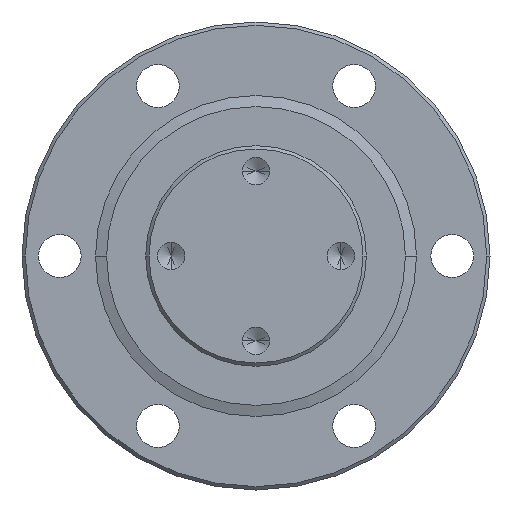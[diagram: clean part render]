
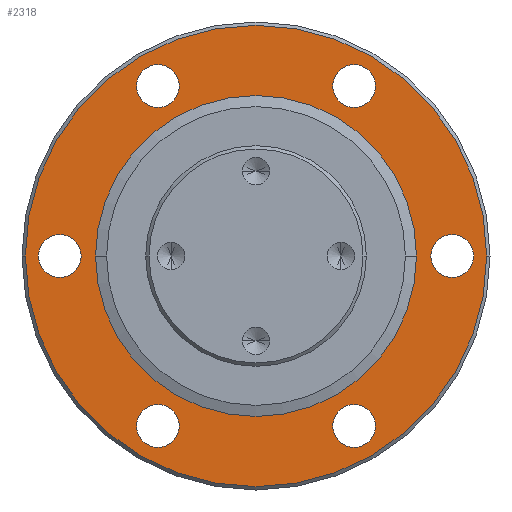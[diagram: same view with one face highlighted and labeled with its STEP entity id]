
A CAD part, front view. The second image highlights one B-rep face of the part: STEP entity #2318.
In plain terms, the highlighted planar face has unit normal (0, -1, 0).
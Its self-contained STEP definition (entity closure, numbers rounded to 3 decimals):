
#181=CARTESIAN_POINT('',(0.,0.,0.));
#182=DIRECTION('',(0.,1.,0.));
#183=DIRECTION('',(1.,0.,0.));
#184=AXIS2_PLACEMENT_3D('',#181,#182,#183);
#186=CARTESIAN_POINT('',(0.,0.,0.));
#187=DIRECTION('',(0.,1.,0.));
#188=DIRECTION('',(-1.,0.,0.));
#189=AXIS2_PLACEMENT_3D('',#186,#187,#188);
#191=CARTESIAN_POINT('',(14.675,0.,-25.418));
#192=DIRECTION('',(0.,-1.,0.));
#193=DIRECTION('',(0.5,0.,-0.866));
#194=AXIS2_PLACEMENT_3D('',#191,#192,#193);
#196=CARTESIAN_POINT('',(14.675,0.,-25.418));
#197=DIRECTION('',(0.,-1.,0.));
#198=DIRECTION('',(-0.5,0.,0.866));
#199=AXIS2_PLACEMENT_3D('',#196,#197,#198);
#201=CARTESIAN_POINT('',(-14.675,0.,-25.418));
#202=DIRECTION('',(0.,-1.,0.));
#203=DIRECTION('',(-0.5,0.,-0.866));
#204=AXIS2_PLACEMENT_3D('',#201,#202,#203);
#206=CARTESIAN_POINT('',(-14.675,0.,-25.418));
#207=DIRECTION('',(0.,-1.,0.));
#208=DIRECTION('',(0.5,0.,0.866));
#209=AXIS2_PLACEMENT_3D('',#206,#207,#208);
#211=CARTESIAN_POINT('',(-29.35,0.,0.));
#212=DIRECTION('',(0.,-1.,0.));
#213=DIRECTION('',(-1.,0.,0.));
#214=AXIS2_PLACEMENT_3D('',#211,#212,#213);
#216=CARTESIAN_POINT('',(-29.35,0.,0.));
#217=DIRECTION('',(0.,-1.,0.));
#218=DIRECTION('',(1.,0.,0.));
#219=AXIS2_PLACEMENT_3D('',#216,#217,#218);
#221=CARTESIAN_POINT('',(-14.675,0.,25.418));
#222=DIRECTION('',(0.,-1.,0.));
#223=DIRECTION('',(-0.5,0.,0.866));
#224=AXIS2_PLACEMENT_3D('',#221,#222,#223);
#226=CARTESIAN_POINT('',(-14.675,0.,25.418));
#227=DIRECTION('',(0.,-1.,0.));
#228=DIRECTION('',(0.5,0.,-0.866));
#229=AXIS2_PLACEMENT_3D('',#226,#227,#228);
#231=CARTESIAN_POINT('',(14.675,0.,25.418));
#232=DIRECTION('',(0.,-1.,0.));
#233=DIRECTION('',(0.5,0.,0.866));
#234=AXIS2_PLACEMENT_3D('',#231,#232,#233);
#236=CARTESIAN_POINT('',(14.675,0.,25.418));
#237=DIRECTION('',(0.,-1.,0.));
#238=DIRECTION('',(-0.5,0.,-0.866));
#239=AXIS2_PLACEMENT_3D('',#236,#237,#238);
#241=CARTESIAN_POINT('',(0.,0.,0.));
#242=DIRECTION('',(0.,-1.,0.));
#243=DIRECTION('',(-1.,0.,0.));
#244=AXIS2_PLACEMENT_3D('',#241,#242,#243);
#246=CARTESIAN_POINT('',(0.,0.,0.));
#247=DIRECTION('',(0.,-1.,0.));
#248=DIRECTION('',(1.,0.,0.));
#249=AXIS2_PLACEMENT_3D('',#246,#247,#248);
#251=CARTESIAN_POINT('',(29.35,0.,0.));
#252=DIRECTION('',(0.,-1.,0.));
#253=DIRECTION('',(1.,0.,0.));
#254=AXIS2_PLACEMENT_3D('',#251,#252,#253);
#256=CARTESIAN_POINT('',(29.35,0.,0.));
#257=DIRECTION('',(0.,-1.,0.));
#258=DIRECTION('',(-1.,0.,0.));
#259=AXIS2_PLACEMENT_3D('',#256,#257,#258);
#1640=CARTESIAN_POINT('',(32.55,0.,0.));
#1642=VERTEX_POINT('',#1640);
#1643=CARTESIAN_POINT('',(26.15,0.,0.));
#1644=VERTEX_POINT('',#1643);
#1779=CARTESIAN_POINT('',(24.,0.,0.));
#1780=VERTEX_POINT('',#1779);
#1781=CARTESIAN_POINT('',(-24.,0.,0.));
#1782=VERTEX_POINT('',#1781);
#1784=CARTESIAN_POINT('',(16.275,0.,28.189));
#1786=VERTEX_POINT('',#1784);
#1787=CARTESIAN_POINT('',(13.075,0.,22.647));
#1788=VERTEX_POINT('',#1787);
#1792=CARTESIAN_POINT('',(-16.275,0.,28.189));
#1794=VERTEX_POINT('',#1792);
#1795=CARTESIAN_POINT('',(-13.075,0.,22.647));
#1796=VERTEX_POINT('',#1795);
#1800=CARTESIAN_POINT('',(-32.55,0.,0.));
#1802=VERTEX_POINT('',#1800);
#1803=CARTESIAN_POINT('',(-26.15,0.,0.));
#1804=VERTEX_POINT('',#1803);
#1808=CARTESIAN_POINT('',(-16.275,0.,-28.189));
#1810=VERTEX_POINT('',#1808);
#1811=CARTESIAN_POINT('',(-13.075,0.,-22.647));
#1812=VERTEX_POINT('',#1811);
#1859=CARTESIAN_POINT('',(-34.5,0.,0.));
#1860=VERTEX_POINT('',#1859);
#1861=CARTESIAN_POINT('',(34.5,0.,0.));
#1862=VERTEX_POINT('',#1861);
#1868=CARTESIAN_POINT('',(16.275,0.,-28.189));
#1870=VERTEX_POINT('',#1868);
#1871=CARTESIAN_POINT('',(13.075,0.,-22.647));
#1872=VERTEX_POINT('',#1871);
#2267=CARTESIAN_POINT('',(0.,0.,24.));
#2268=DIRECTION('',(0.,-1.,0.));
#2269=DIRECTION('',(0.,0.,-1.));
#2270=AXIS2_PLACEMENT_3D('',#2267,#2268,#2269);
#2271=PLANE('',#2270);
#2272=ORIENTED_EDGE('',*,*,#2258,.T.);
#2273=ORIENTED_EDGE('',*,*,#2246,.T.);
#2274=EDGE_LOOP('',(#2272,#2273));
#2275=FACE_OUTER_BOUND('',#2274,.F.);
#2277=ORIENTED_EDGE('',*,*,#2276,.T.);
#2279=ORIENTED_EDGE('',*,*,#2278,.T.);
#2280=EDGE_LOOP('',(#2277,#2279));
#2281=FACE_BOUND('',#2280,.F.);
#2283=ORIENTED_EDGE('',*,*,#2282,.T.);
#2285=ORIENTED_EDGE('',*,*,#2284,.T.);
#2286=EDGE_LOOP('',(#2283,#2285));
#2287=FACE_BOUND('',#2286,.F.);
#2289=ORIENTED_EDGE('',*,*,#2288,.T.);
#2291=ORIENTED_EDGE('',*,*,#2290,.T.);
#2292=EDGE_LOOP('',(#2289,#2291));
#2293=FACE_BOUND('',#2292,.F.);
#2295=ORIENTED_EDGE('',*,*,#2294,.T.);
#2297=ORIENTED_EDGE('',*,*,#2296,.T.);
#2298=EDGE_LOOP('',(#2295,#2297));
#2299=FACE_BOUND('',#2298,.F.);
#2301=ORIENTED_EDGE('',*,*,#2300,.T.);
#2303=ORIENTED_EDGE('',*,*,#2302,.T.);
#2304=EDGE_LOOP('',(#2301,#2303));
#2305=FACE_BOUND('',#2304,.F.);
#2307=ORIENTED_EDGE('',*,*,#2306,.T.);
#2309=ORIENTED_EDGE('',*,*,#2308,.T.);
#2310=EDGE_LOOP('',(#2307,#2309));
#2311=FACE_BOUND('',#2310,.F.);
#2313=ORIENTED_EDGE('',*,*,#2312,.T.);
#2315=ORIENTED_EDGE('',*,*,#2314,.T.);
#2316=EDGE_LOOP('',(#2313,#2315));
#2317=FACE_BOUND('',#2316,.F.);
#2318=ADVANCED_FACE('',(#2275,#2281,#2287,#2293,#2299,#2305,#2311,#2317),#2271,
.T.);
#185=CIRCLE('',#184,34.5);
#190=CIRCLE('',#189,34.5);
#195=CIRCLE('',#194,3.2);
#200=CIRCLE('',#199,3.2);
#205=CIRCLE('',#204,3.2);
#210=CIRCLE('',#209,3.2);
#215=CIRCLE('',#214,3.2);
#220=CIRCLE('',#219,3.2);
#225=CIRCLE('',#224,3.2);
#230=CIRCLE('',#229,3.2);
#235=CIRCLE('',#234,3.2);
#240=CIRCLE('',#239,3.2);
#245=CIRCLE('',#244,24.);
#250=CIRCLE('',#249,24.);
#255=CIRCLE('',#254,3.2);
#260=CIRCLE('',#259,3.2);
#2246=EDGE_CURVE('',#1860,#1862,#190,.T.);
#2258=EDGE_CURVE('',#1862,#1860,#185,.T.);
#2276=EDGE_CURVE('',#1870,#1872,#195,.T.);
#2278=EDGE_CURVE('',#1872,#1870,#200,.T.);
#2282=EDGE_CURVE('',#1810,#1812,#205,.T.);
#2284=EDGE_CURVE('',#1812,#1810,#210,.T.);
#2288=EDGE_CURVE('',#1802,#1804,#215,.T.);
#2290=EDGE_CURVE('',#1804,#1802,#220,.T.);
#2294=EDGE_CURVE('',#1794,#1796,#225,.T.);
#2296=EDGE_CURVE('',#1796,#1794,#230,.T.);
#2300=EDGE_CURVE('',#1786,#1788,#235,.T.);
#2302=EDGE_CURVE('',#1788,#1786,#240,.T.);
#2306=EDGE_CURVE('',#1782,#1780,#245,.T.);
#2308=EDGE_CURVE('',#1780,#1782,#250,.T.);
#2312=EDGE_CURVE('',#1642,#1644,#255,.T.);
#2314=EDGE_CURVE('',#1644,#1642,#260,.T.);
